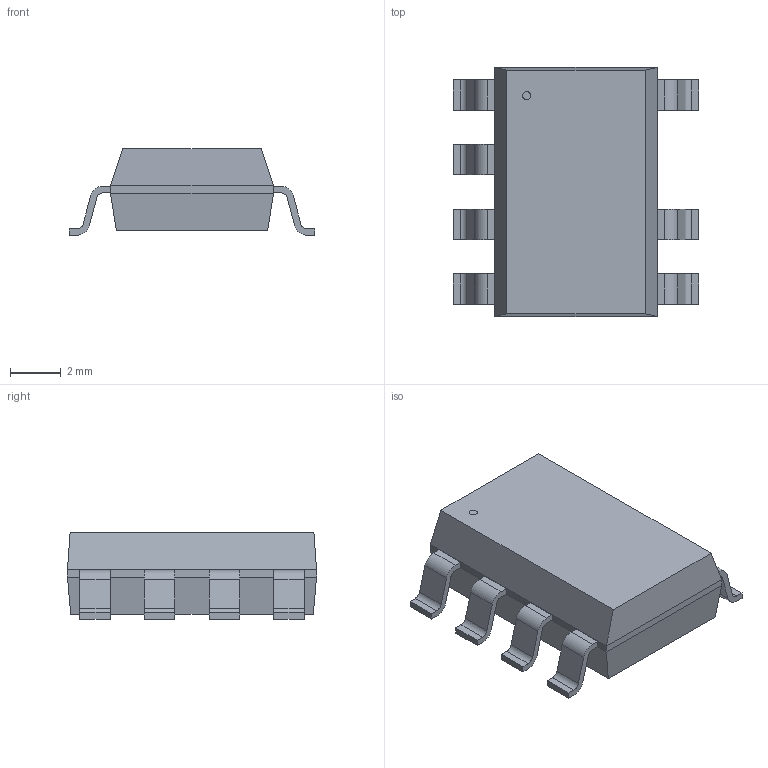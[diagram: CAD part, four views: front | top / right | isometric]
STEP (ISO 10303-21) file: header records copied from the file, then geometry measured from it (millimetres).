
FILE_DESCRIPTION(('FreeCAD Model'),'2;1');
FILE_NAME('aqh-relay.step', '2021-04-28T14:27:48',('kicad StepUp'),('ksu MCAD'), 'Open CASCADE STEP processor 7.3','FreeCAD','Unknown');
FILE_SCHEMA(('AUTOMOTIVE_DESIGN { 1 0 10303 214 1 1 1 1 }'));
Length unit declared in the file: millimetre
Products named in the file (10): aqh-relay; part; part001; part002; part003; part004; part005; part006; part007; part008
Assembly tree (9 placements, depth 2):
  aqh-relay
    part
    part001
    part002
    part003
    part004
    part005
    part006
    part007
    part008
Bounding box: 9.63 x 9.78 x 3.41 mm (x, y, z)
Volume: 194 mm3; surface area: 271.2 mm2
Topology: 9 solids, 9 shells, 115 faces, 283 edges, 186 vertices
Faces by surface type: plane 86, cylinder 29
Full cylindrical faces by diameter (mm): 0.32 x1
Entity records: 4343 total; most frequent: CARTESIAN_POINT 595, DIRECTION 590, ORIENTED_EDGE 566, EDGE_CURVE 283, LINE 224, VECTOR 224, VERTEX_POINT 186, AXIS2_PLACEMENT_3D 183
